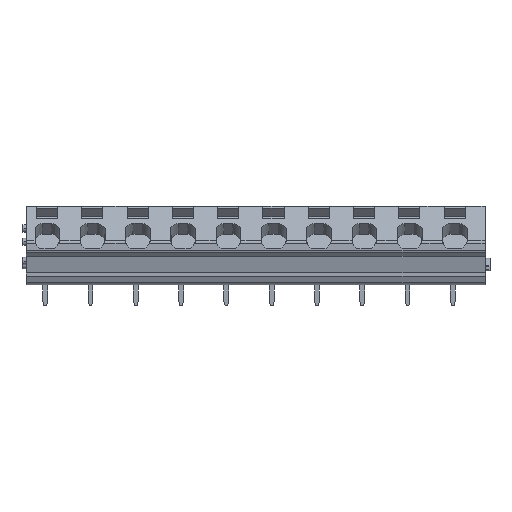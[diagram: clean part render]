
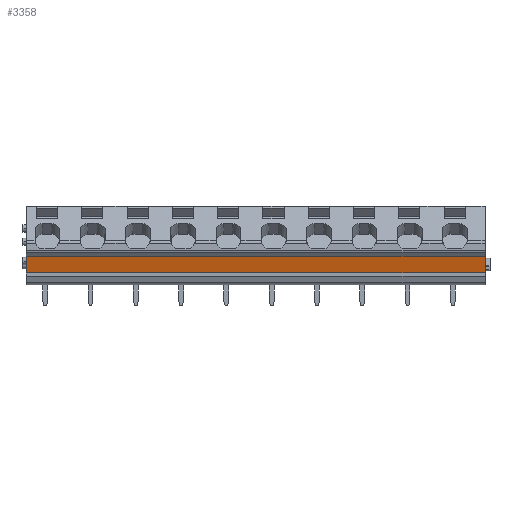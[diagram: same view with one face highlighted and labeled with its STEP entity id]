
A CAD part, front view. The second image highlights one B-rep face of the part: STEP entity #3358.
In plain terms, the highlighted planar face has unit normal (0, -0.966, -0.259).
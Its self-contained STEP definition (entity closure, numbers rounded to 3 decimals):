
#3331=AXIS2_PLACEMENT_3D('Plane Axis2P3D',#3328,#3329,#3330) ;
#3306=CARTESIAN_POINT('Vertex',(76.7,1.37,5.45)) ;
#3309=CARTESIAN_POINT('Line Origine',(38.7,1.37,5.45)) ;
#3313=CARTESIAN_POINT('Vertex',(0.7,1.37,5.45)) ;
#3328=CARTESIAN_POINT('Axis2P3D Location',(0.,0.634,8.2)) ;
#3333=CARTESIAN_POINT('Line Origine',(76.7,1.002,6.825)) ;
#3337=CARTESIAN_POINT('Vertex',(76.7,0.634,8.2)) ;
#3340=CARTESIAN_POINT('Line Origine',(38.7,0.634,8.2)) ;
#3344=CARTESIAN_POINT('Vertex',(0.7,0.634,8.2)) ;
#3347=CARTESIAN_POINT('Line Origine',(0.7,1.002,6.825)) ;
#3310=DIRECTION('Vector Direction',(1.,0.,0.)) ;
#3329=DIRECTION('Axis2P3D Direction',(0.,-0.966,-0.259)) ;
#3330=DIRECTION('Axis2P3D XDirection',(0.,0.259,-0.966)) ;
#3334=DIRECTION('Vector Direction',(0.,0.259,-0.966)) ;
#3341=DIRECTION('Vector Direction',(1.,0.,0.)) ;
#3348=DIRECTION('Vector Direction',(0.,0.259,-0.966)) ;
#3311=VECTOR('Line Direction',#3310,1.) ;
#3335=VECTOR('Line Direction',#3334,1.) ;
#3342=VECTOR('Line Direction',#3341,1.) ;
#3349=VECTOR('Line Direction',#3348,1.) ;
#3353=ORIENTED_EDGE('',*,*,#3339,.F.) ;
#3354=ORIENTED_EDGE('',*,*,#3346,.F.) ;
#3355=ORIENTED_EDGE('',*,*,#3351,.F.) ;
#3356=ORIENTED_EDGE('',*,*,#3315,.T.) ;
#3358=ADVANCED_FACE('HOUSING',(#3357),#3332,.T.) ;
#3315=EDGE_CURVE('',#3314,#3307,#3312,.T.) ;
#3339=EDGE_CURVE('',#3338,#3307,#3336,.T.) ;
#3346=EDGE_CURVE('',#3345,#3338,#3343,.T.) ;
#3351=EDGE_CURVE('',#3314,#3345,#3350,.F.) ;
#3352=EDGE_LOOP('',(#3353,#3354,#3355,#3356)) ;
#3357=FACE_OUTER_BOUND('',#3352,.T.) ;
#3312=LINE('Line',#3309,#3311) ;
#3336=LINE('Line',#3333,#3335) ;
#3343=LINE('Line',#3340,#3342) ;
#3350=LINE('Line',#3347,#3349) ;
#3332=PLANE('',#3331) ;
#3307=VERTEX_POINT('',#3306) ;
#3314=VERTEX_POINT('',#3313) ;
#3338=VERTEX_POINT('',#3337) ;
#3345=VERTEX_POINT('',#3344) ;
